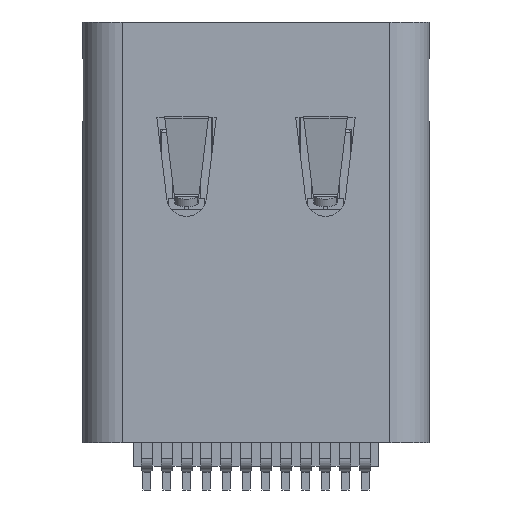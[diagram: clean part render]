
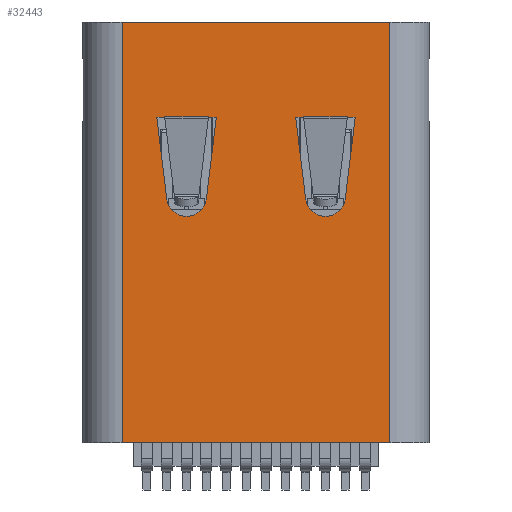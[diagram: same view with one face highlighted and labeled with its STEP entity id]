
A CAD part, front view. The second image highlights one B-rep face of the part: STEP entity #32443.
In plain terms, the highlighted face is planar.
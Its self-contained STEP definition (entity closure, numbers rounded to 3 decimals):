
#845=CIRCLE('',#34451,0.504);
#846=CIRCLE('',#34452,0.504);
#5443=ORIENTED_EDGE('',*,*,#12974,.F.);
#5444=ORIENTED_EDGE('',*,*,#12975,.T.);
#5445=ORIENTED_EDGE('',*,*,#12976,.F.);
#5446=ORIENTED_EDGE('',*,*,#12947,.T.);
#5447=ORIENTED_EDGE('',*,*,#12977,.T.);
#5448=ORIENTED_EDGE('',*,*,#12978,.F.);
#5449=ORIENTED_EDGE('',*,*,#12979,.F.);
#5450=ORIENTED_EDGE('',*,*,#12980,.F.);
#5451=ORIENTED_EDGE('',*,*,#12981,.F.);
#5452=ORIENTED_EDGE('',*,*,#12982,.F.);
#5453=ORIENTED_EDGE('',*,*,#12983,.F.);
#5454=ORIENTED_EDGE('',*,*,#12984,.T.);
#5455=ORIENTED_EDGE('',*,*,#12985,.F.);
#5456=ORIENTED_EDGE('',*,*,#12986,.T.);
#5457=ORIENTED_EDGE('',*,*,#12987,.T.);
#5458=ORIENTED_EDGE('',*,*,#12988,.F.);
#5459=ORIENTED_EDGE('',*,*,#12989,.F.);
#5460=ORIENTED_EDGE('',*,*,#12990,.F.);
#5461=ORIENTED_EDGE('',*,*,#12991,.F.);
#5462=ORIENTED_EDGE('',*,*,#12992,.F.);
#5463=ORIENTED_EDGE('',*,*,#12993,.F.);
#5464=ORIENTED_EDGE('',*,*,#12994,.F.);
#5465=ORIENTED_EDGE('',*,*,#12995,.T.);
#5466=ORIENTED_EDGE('',*,*,#12996,.T.);
#12947=EDGE_CURVE('',#17048,#17049,#20790,.T.);
#12974=EDGE_CURVE('',#17074,#17075,#20815,.T.);
#12975=EDGE_CURVE('',#17074,#17076,#20816,.T.);
#12976=EDGE_CURVE('',#17048,#17076,#20817,.T.);
#12977=EDGE_CURVE('',#17049,#17077,#20818,.T.);
#12978=EDGE_CURVE('',#17078,#17077,#20819,.T.);
#12979=EDGE_CURVE('',#17079,#17078,#20820,.T.);
#12980=EDGE_CURVE('',#17080,#17079,#845,.T.);
#12981=EDGE_CURVE('',#17081,#17080,#20821,.T.);
#12982=EDGE_CURVE('',#17075,#17081,#20822,.T.);
#12983=EDGE_CURVE('',#17082,#17083,#20823,.T.);
#12984=EDGE_CURVE('',#17082,#17084,#20824,.T.);
#12985=EDGE_CURVE('',#17085,#17084,#20825,.T.);
#12986=EDGE_CURVE('',#17085,#17086,#20826,.T.);
#12987=EDGE_CURVE('',#17086,#17087,#20827,.T.);
#12988=EDGE_CURVE('',#17088,#17087,#20828,.T.);
#12989=EDGE_CURVE('',#17089,#17088,#20829,.T.);
#12990=EDGE_CURVE('',#17090,#17089,#846,.T.);
#12991=EDGE_CURVE('',#17091,#17090,#20830,.T.);
#12992=EDGE_CURVE('',#17083,#17091,#20831,.T.);
#12993=EDGE_CURVE('',#17092,#17093,#20832,.T.);
#12994=EDGE_CURVE('',#17094,#17092,#20833,.T.);
#12995=EDGE_CURVE('',#17094,#17095,#20834,.T.);
#12996=EDGE_CURVE('',#17095,#17093,#20835,.T.);
#17048=VERTEX_POINT('',#48373);
#17049=VERTEX_POINT('',#48374);
#17074=VERTEX_POINT('',#48428);
#17075=VERTEX_POINT('',#48429);
#17076=VERTEX_POINT('',#48431);
#17077=VERTEX_POINT('',#48434);
#17078=VERTEX_POINT('',#48436);
#17079=VERTEX_POINT('',#48438);
#17080=VERTEX_POINT('',#48440);
#17081=VERTEX_POINT('',#48442);
#17082=VERTEX_POINT('',#48445);
#17083=VERTEX_POINT('',#48446);
#17084=VERTEX_POINT('',#48448);
#17085=VERTEX_POINT('',#48450);
#17086=VERTEX_POINT('',#48452);
#17087=VERTEX_POINT('',#48454);
#17088=VERTEX_POINT('',#48456);
#17089=VERTEX_POINT('',#48458);
#17090=VERTEX_POINT('',#48460);
#17091=VERTEX_POINT('',#48462);
#17092=VERTEX_POINT('',#48465);
#17093=VERTEX_POINT('',#48466);
#17094=VERTEX_POINT('',#48468);
#17095=VERTEX_POINT('',#48470);
#20790=LINE('',#48372,#24791);
#20815=LINE('',#48427,#24816);
#20816=LINE('',#48430,#24817);
#20817=LINE('',#48432,#24818);
#20818=LINE('',#48433,#24819);
#20819=LINE('',#48435,#24820);
#20820=LINE('',#48437,#24821);
#20821=LINE('',#48441,#24822);
#20822=LINE('',#48443,#24823);
#20823=LINE('',#48444,#24824);
#20824=LINE('',#48447,#24825);
#20825=LINE('',#48449,#24826);
#20826=LINE('',#48451,#24827);
#20827=LINE('',#48453,#24828);
#20828=LINE('',#48455,#24829);
#20829=LINE('',#48457,#24830);
#20830=LINE('',#48461,#24831);
#20831=LINE('',#48463,#24832);
#20832=LINE('',#48464,#24833);
#20833=LINE('',#48467,#24834);
#20834=LINE('',#48469,#24835);
#20835=LINE('',#48471,#24836);
#24791=VECTOR('',#39384,1000.);
#24816=VECTOR('',#39417,1000.);
#24817=VECTOR('',#39418,1000.);
#24818=VECTOR('',#39419,1000.);
#24819=VECTOR('',#39420,1000.);
#24820=VECTOR('',#39421,1000.);
#24821=VECTOR('',#39422,1000.);
#24822=VECTOR('',#39425,1000.);
#24823=VECTOR('',#39426,1000.);
#24824=VECTOR('',#39427,1000.);
#24825=VECTOR('',#39428,1000.);
#24826=VECTOR('',#39429,1000.);
#24827=VECTOR('',#39430,1000.);
#24828=VECTOR('',#39431,1000.);
#24829=VECTOR('',#39432,1000.);
#24830=VECTOR('',#39433,1000.);
#24831=VECTOR('',#39436,1000.);
#24832=VECTOR('',#39437,1000.);
#24833=VECTOR('',#39438,1000.);
#24834=VECTOR('',#39439,1000.);
#24835=VECTOR('',#39440,1000.);
#24836=VECTOR('',#39441,1000.);
#27552=EDGE_LOOP('',(#5443,#5444,#5445,#5446,#5447,#5448,#5449,#5450,#5451,
#5452));
#27553=EDGE_LOOP('',(#5453,#5454,#5455,#5456,#5457,#5458,#5459,#5460,#5461,
#5462));
#27554=EDGE_LOOP('',(#5463,#5464,#5465,#5466));
#29351=FACE_BOUND('',#27552,.T.);
#29352=FACE_BOUND('',#27553,.T.);
#29353=FACE_BOUND('',#27554,.T.);
#31049=PLANE('',#34450);
#32443=ADVANCED_FACE('',(#29351,#29352,#29353),#31049,.T.);
#34450=AXIS2_PLACEMENT_3D('',#48426,#39415,#39416);
#34451=AXIS2_PLACEMENT_3D('',#48439,#39423,#39424);
#34452=AXIS2_PLACEMENT_3D('',#48459,#39434,#39435);
#39384=DIRECTION('',(-1.,0.,0.));
#39415=DIRECTION('',(0.,0.,1.));
#39416=DIRECTION('',(1.,0.,0.));
#39417=DIRECTION('',(0.,1.,0.));
#39418=DIRECTION('',(-1.,0.,0.));
#39419=DIRECTION('',(1.,0.,0.));
#39420=DIRECTION('',(0.,1.,0.));
#39421=DIRECTION('',(1.,0.,0.));
#39422=DIRECTION('',(-0.121,-0.993,0.));
#39423=DIRECTION('',(0.,0.,1.));
#39424=DIRECTION('',(0.,-1.,0.));
#39425=DIRECTION('',(-0.121,0.993,0.));
#39426=DIRECTION('',(1.,0.,0.));
#39427=DIRECTION('',(0.,1.,0.));
#39428=DIRECTION('',(-1.,0.,0.));
#39429=DIRECTION('',(1.,0.,0.));
#39430=DIRECTION('',(-1.,0.,0.));
#39431=DIRECTION('',(0.,1.,0.));
#39432=DIRECTION('',(1.,0.,0.));
#39433=DIRECTION('',(-0.121,-0.993,0.));
#39434=DIRECTION('',(0.,0.,1.));
#39435=DIRECTION('',(0.,-1.,0.));
#39436=DIRECTION('',(-0.121,0.993,0.));
#39437=DIRECTION('',(1.,0.,0.));
#39438=DIRECTION('',(-1.,0.,0.));
#39439=DIRECTION('',(0.,-1.,0.));
#39440=DIRECTION('',(-1.,0.,0.));
#39441=DIRECTION('',(0.,-1.,0.));
#48372=CARTESIAN_POINT('',(1.2,-2.91,1.48));
#48373=CARTESIAN_POINT('',(1.2,-2.91,1.48));
#48374=CARTESIAN_POINT('',(1.198,-2.91,1.48));
#48426=CARTESIAN_POINT('',(-3.37,5.3,1.48));
#48427=CARTESIAN_POINT('',(2.302,-2.91,1.48));
#48428=CARTESIAN_POINT('',(2.302,-2.91,1.48));
#48429=CARTESIAN_POINT('',(2.302,-2.9,1.48));
#48430=CARTESIAN_POINT('',(1.2,-2.91,1.48));
#48431=CARTESIAN_POINT('',(2.3,-2.91,1.48));
#48432=CARTESIAN_POINT('',(1.2,-2.91,1.48));
#48433=CARTESIAN_POINT('',(1.198,-2.91,1.48));
#48434=CARTESIAN_POINT('',(1.198,-2.9,1.48));
#48435=CARTESIAN_POINT('',(1.,-2.9,1.48));
#48436=CARTESIAN_POINT('',(1.,-2.9,1.48));
#48437=CARTESIAN_POINT('',(1.25,-0.843,1.48));
#48438=CARTESIAN_POINT('',(1.25,-0.843,1.48));
#48439=CARTESIAN_POINT('',(1.75,-0.904,1.48));
#48440=CARTESIAN_POINT('',(2.25,-0.843,1.48));
#48441=CARTESIAN_POINT('',(2.5,-2.9,1.48));
#48442=CARTESIAN_POINT('',(2.5,-2.9,1.48));
#48443=CARTESIAN_POINT('',(2.3,-2.9,1.48));
#48444=CARTESIAN_POINT('',(-1.198,-2.91,1.48));
#48445=CARTESIAN_POINT('',(-1.198,-2.91,1.48));
#48446=CARTESIAN_POINT('',(-1.198,-2.9,1.48));
#48447=CARTESIAN_POINT('',(-2.3,-2.91,1.48));
#48448=CARTESIAN_POINT('',(-1.2,-2.91,1.48));
#48449=CARTESIAN_POINT('',(-2.3,-2.91,1.48));
#48450=CARTESIAN_POINT('',(-2.3,-2.91,1.48));
#48451=CARTESIAN_POINT('',(-2.3,-2.91,1.48));
#48452=CARTESIAN_POINT('',(-2.302,-2.91,1.48));
#48453=CARTESIAN_POINT('',(-2.302,-2.91,1.48));
#48454=CARTESIAN_POINT('',(-2.302,-2.9,1.48));
#48455=CARTESIAN_POINT('',(-2.3,-2.9,1.48));
#48456=CARTESIAN_POINT('',(-2.5,-2.9,1.48));
#48457=CARTESIAN_POINT('',(-2.25,-0.843,1.48));
#48458=CARTESIAN_POINT('',(-2.25,-0.843,1.48));
#48459=CARTESIAN_POINT('',(-1.75,-0.904,1.48));
#48460=CARTESIAN_POINT('',(-1.25,-0.843,1.48));
#48461=CARTESIAN_POINT('',(-1.,-2.9,1.48));
#48462=CARTESIAN_POINT('',(-1.,-2.9,1.48));
#48463=CARTESIAN_POINT('',(-1.,-2.9,1.48));
#48464=CARTESIAN_POINT('',(-3.37,-5.3,1.48));
#48465=CARTESIAN_POINT('',(3.37,-5.3,1.48));
#48466=CARTESIAN_POINT('',(-3.37,-5.3,1.48));
#48467=CARTESIAN_POINT('',(3.37,5.3,1.48));
#48468=CARTESIAN_POINT('',(3.37,5.3,1.48));
#48469=CARTESIAN_POINT('',(-3.37,5.3,1.48));
#48470=CARTESIAN_POINT('',(-3.37,5.3,1.48));
#48471=CARTESIAN_POINT('',(-3.37,5.3,1.48));
